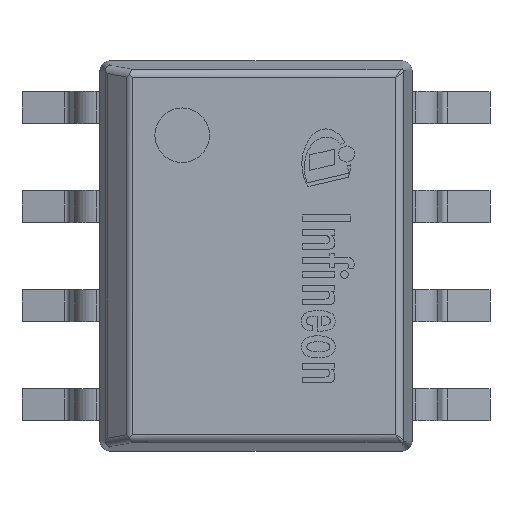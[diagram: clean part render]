
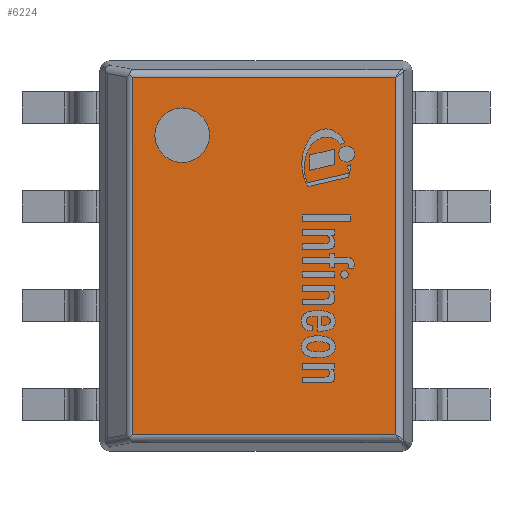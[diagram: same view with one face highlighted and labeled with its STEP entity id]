
A CAD part, top view. The second image highlights one B-rep face of the part: STEP entity #6224.
In plain terms, the highlighted planar face has unit normal (0, 0, 1).
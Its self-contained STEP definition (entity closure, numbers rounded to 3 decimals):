
#66=FACE_BOUND('',#974,.T.);
#79=CIRCLE('',#6626,0.35);
#405=PLANE('',#6625);
#605=FACE_OUTER_BOUND('',#973,.T.);
#973=EDGE_LOOP('',(#4220,#4221,#4222,#4223));
#974=EDGE_LOOP('',(#4224));
#1347=LINE('',#9306,#1940);
#1350=LINE('',#9340,#1943);
#1354=LINE('',#9384,#1947);
#1355=LINE('',#9411,#1948);
#1940=VECTOR('',#7320,1.);
#1943=VECTOR('',#7329,1.);
#1947=VECTOR('',#7341,1.);
#1948=VECTOR('',#7344,1.);
#2572=VERTEX_POINT('',#9303);
#2573=VERTEX_POINT('',#9305);
#2578=VERTEX_POINT('',#9338);
#2583=VERTEX_POINT('',#9376);
#2591=VERTEX_POINT('',#9523);
#3208=EDGE_CURVE('',#2572,#2573,#1347,.T.);
#3215=EDGE_CURVE('',#2578,#2572,#1350,.T.);
#3223=EDGE_CURVE('',#2583,#2578,#1354,.T.);
#3226=EDGE_CURVE('',#2573,#2583,#1355,.T.);
#3238=EDGE_CURVE('',#2591,#2591,#79,.T.);
#4220=ORIENTED_EDGE('',*,*,#3223,.F.);
#4221=ORIENTED_EDGE('',*,*,#3226,.F.);
#4222=ORIENTED_EDGE('',*,*,#3208,.F.);
#4223=ORIENTED_EDGE('',*,*,#3215,.F.);
#4224=ORIENTED_EDGE('',*,*,#3238,.T.);
#6224=ADVANCED_FACE('',(#605,#66),#405,.T.);
#6625=AXIS2_PLACEMENT_3D('',#9522,#7359,#7360);
#6626=AXIS2_PLACEMENT_3D('',#9524,#7361,#7362);
#7320=DIRECTION('',(1.,0.,0.));
#7329=DIRECTION('',(0.,1.,0.));
#7341=DIRECTION('',(-1.,0.,0.));
#7344=DIRECTION('',(0.,-1.,0.));
#7359=DIRECTION('center_axis',(0.,0.,1.));
#7360=DIRECTION('ref_axis',(0.,-1.,0.));
#7361=DIRECTION('center_axis',(0.,0.,-1.));
#7362=DIRECTION('ref_axis',(0.,-1.,0.));
#9303=CARTESIAN_POINT('',(-1.585,2.293,1.75));
#9305=CARTESIAN_POINT('',(1.793,2.293,1.75));
#9306=CARTESIAN_POINT('',(-0.937,2.293,1.75));
#9338=CARTESIAN_POINT('',(-1.585,-2.293,1.75));
#9340=CARTESIAN_POINT('',(-1.585,-2.138,1.75));
#9376=CARTESIAN_POINT('',(1.793,-2.293,1.75));
#9384=CARTESIAN_POINT('',(0.937,-2.293,1.75));
#9411=CARTESIAN_POINT('',(1.793,1.187,1.75));
#9522=CARTESIAN_POINT('Origin',(0.,0.,
1.75));
#9523=CARTESIAN_POINT('',(-0.946,1.897,1.75));
#9524=CARTESIAN_POINT('Origin',(-0.946,1.547,1.75));
